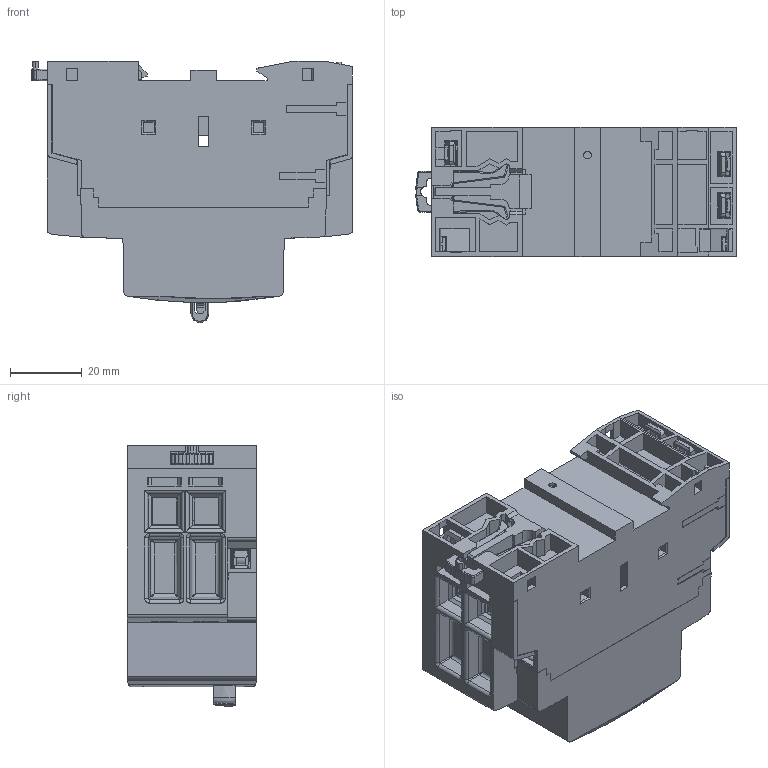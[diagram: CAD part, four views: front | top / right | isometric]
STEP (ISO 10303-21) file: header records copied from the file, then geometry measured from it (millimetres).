
FILE_DESCRIPTION((''),'2;1');
FILE_NAME('40_ASM','2017-06-03T',('Gino'),(''),'PRO/ENGINEER BY PARAMETRIC TECHNOLOGY CORPORATION, 2008310','PRO/ENGINEER BY PARAMETRIC TECHNOLOGY CORPORATION, 2008310','');
FILE_SCHEMA(('CONFIG_CONTROL_DESIGN'));
Length unit declared in the file: millimetre
Products named in the file (37): MANIFOLD_SOLID_BREP_19515; MANIFOLD_SOLID_BREP_19830; MANIFOLD_SOLID_BREP_19980; MANIFOLD_SOLID_BREP_20574; MANIFOLD_SOLID_BREP_21168; MANIFOLD_SOLID_BREP_21780; MANIFOLD_SOLID_BREP_21930; MANIFOLD_SOLID_BREP_22080; MANIFOLD_SOLID_BREP_22608; MANIFOLD_SOLID_BREP_23136; MANIFOLD_SOLID_BREP_23484; MANIFOLD_SOLID_BREP_23700; MANIFOLD_SOLID_BREP_23850; DIZUO402P_17_1_1_ASM; _____ASM_4_ASM_1_ASM_1_ASM; _____ASM_10_ASM_1_ASM_1_ASM; 2A__37_1_1_2_1_1; JIEXIANKUANG_7_2_1_1; ASM0001_ASM; 2A_ASM_2_ASM_1_ASM_1_ASM; 2D__17_1_2_1_1; ASM0002_ASM; JIEXIANKUANG_7_1_2_1_1; 2D_ASM_ASM_2_ASM_2_ASM_1_ASM_1_ASM; 2D_ASM_2_ASM_1_ASM_1_ASM; 64A4P___1_2_1_1; KS-111_2_1_1; M5__1_2_1_1; ______ASM_3-97261_ASM_1_ASM_1_ASM; _____3_1_1; ____2_1_1; _402P_ASM_13_ASM_1_ASM_1_ASM; _402P_ASM_ASM_1_ASM_1_ASM; 40_ASM_1_ASM; SHOUDONGSHOUBING; SHOUDONGSHOUBINGTUIGANG; 40_ASM
Assembly tree (39 placements, depth 8):
  40_ASM
    40_ASM_1_ASM
      _402P_ASM_ASM_1_ASM_1_ASM
        _402P_ASM_13_ASM_1_ASM_1_ASM
          DIZUO402P_17_1_1_ASM
            MANIFOLD_SOLID_BREP_19515
            MANIFOLD_SOLID_BREP_19830
            MANIFOLD_SOLID_BREP_19980
            MANIFOLD_SOLID_BREP_20574
            MANIFOLD_SOLID_BREP_21168
            MANIFOLD_SOLID_BREP_21780
            MANIFOLD_SOLID_BREP_21930
            MANIFOLD_SOLID_BREP_22080
            MANIFOLD_SOLID_BREP_22608
            MANIFOLD_SOLID_BREP_23136
            MANIFOLD_SOLID_BREP_23484
            MANIFOLD_SOLID_BREP_23700
            MANIFOLD_SOLID_BREP_23850
          _____ASM_10_ASM_1_ASM_1_ASM
            _____ASM_4_ASM_1_ASM_1_ASM
          2A_ASM_2_ASM_1_ASM_1_ASM
            ASM0001_ASM
              2A__37_1_1_2_1_1
              JIEXIANKUANG_7_2_1_1
          2D_ASM_2_ASM_1_ASM_1_ASM
            2D_ASM_ASM_2_ASM_2_ASM_1_ASM_1_ASM
              ASM0002_ASM
                2D__17_1_2_1_1
              JIEXIANKUANG_7_1_2_1_1
          ______ASM_3-97261_ASM_1_ASM_1_ASM  x4
            64A4P___1_2_1_1
            KS-111_2_1_1
            M5__1_2_1_1
          _____3_1_1
          ____2_1_1
    SHOUDONGSHOUBING
    SHOUDONGSHOUBINGTUIGANG
Bounding box: 89.43 x 36 x 72.94 mm (x, y, z)
Volume: 141431.8 mm3; surface area: 65016.1 mm2
Topology: 33 solids, 33 shells, 2782 faces, 7891 edges, 5172 vertices
Faces by surface type: plane 1970, cylinder 603, bspline 112, torus 65, cone 20, extrusion 12
Entity records: 80487 total; most frequent: CARTESIAN_POINT 21768, ORIENTED_EDGE 12662, DIRECTION 11315, EDGE_CURVE 6331, VECTOR 5035, LINE 5026, VERTEX_POINT 4140, AXIS2_PLACEMENT_3D 3140
